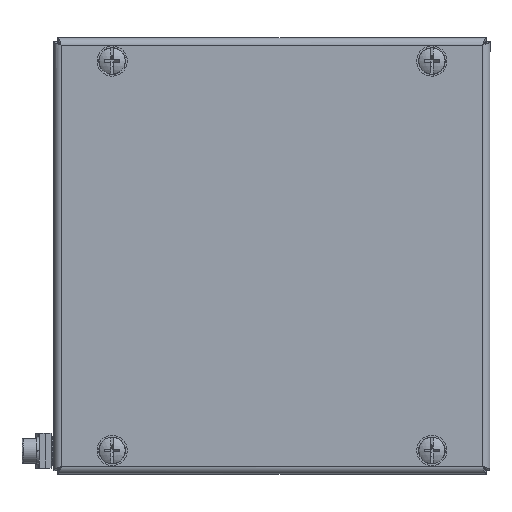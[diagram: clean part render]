
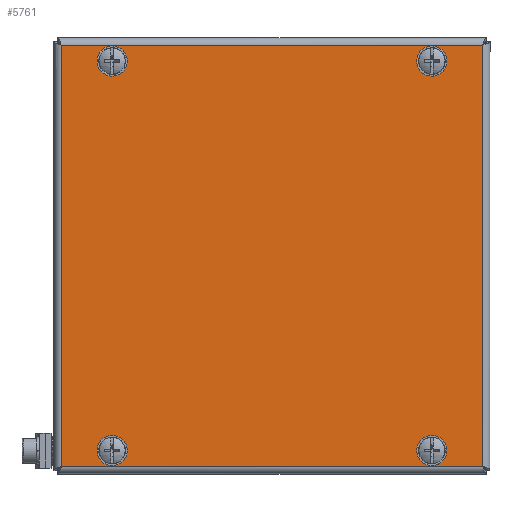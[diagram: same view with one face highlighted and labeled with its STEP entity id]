
A CAD part, top view. The second image highlights one B-rep face of the part: STEP entity #5761.
In plain terms, the highlighted face is planar.
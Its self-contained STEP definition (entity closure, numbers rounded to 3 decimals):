
#600 = CIRCLE ( 'NONE', #8817, 4. ) ;
#874 = VECTOR ( 'NONE', #9490, 1000. ) ;
#1166 = CIRCLE ( 'NONE', #17125, 4. ) ;
#1586 = VECTOR ( 'NONE', #5815, 1000. ) ;
#2028 = ORIENTED_EDGE ( 'NONE', *, *, #5350, .F. ) ;
#2066 = ORIENTED_EDGE ( 'NONE', *, *, #2796, .F. ) ;
#2088 = ORIENTED_EDGE ( 'NONE', *, *, #5485, .F. ) ;
#2203 = ORIENTED_EDGE ( 'NONE', *, *, #9991, .F. ) ;
#2224 = ORIENTED_EDGE ( 'NONE', *, *, #18152, .T. ) ;
#2258 = ORIENTED_EDGE ( 'NONE', *, *, #13001, .T. ) ;
#2286 = ORIENTED_EDGE ( 'NONE', *, *, #7879, .T. ) ;
#2291 = ORIENTED_EDGE ( 'NONE', *, *, #11835, .T. ) ;
#2796 = EDGE_CURVE ( 'NONE', #18137, #18137, #11490, .T. ) ;
#3115 = LINE ( 'NONE', #9958, #874 ) ;
#3794 = CIRCLE ( 'NONE', #8577, 4. ) ;
#4367 = EDGE_LOOP ( 'NONE', ( #2028 ) ) ;
#5350 = EDGE_CURVE ( 'NONE', #13246, #13246, #600, .T. ) ;
#5485 = EDGE_CURVE ( 'NONE', #5728, #5728, #3794, .T. ) ;
#5628 = CARTESIAN_POINT ( 'NONE',  ( -73.743, 72.5, 0. ) ) ;
#5728 = VERTEX_POINT ( 'NONE', #15947 ) ;
#5761 = ADVANCED_FACE ( 'NONE', ( #17746, #17766, #17783, #17601, #17596 ), #17789, .F. ) ;
#5815 = DIRECTION ( 'NONE',  ( 1., 0., 0. ) ) ;
#6077 = VECTOR ( 'NONE', #18118, 1000. ) ;
#6149 = CARTESIAN_POINT ( 'NONE',  ( -55., -67., 0. ) ) ;
#6871 = VECTOR ( 'NONE', #14187, 1000. ) ;
#7879 = EDGE_CURVE ( 'NONE', #10086, #14871, #15634, .T. ) ;
#7907 = EDGE_LOOP ( 'NONE', ( #2224, #2258, #2286, #2291 ) ) ;
#7976 = CARTESIAN_POINT ( 'NONE',  ( -72.5, -73.743, 0. ) ) ;
#8131 = EDGE_LOOP ( 'NONE', ( #2203 ) ) ;
#8132 = AXIS2_PLACEMENT_3D ( 'NONE', #17985, #17744, #17706 ) ;
#8361 = EDGE_LOOP ( 'NONE', ( #2088 ) ) ;
#8508 = CARTESIAN_POINT ( 'NONE',  ( -72.5, -72.5, 0. ) ) ;
#8577 = AXIS2_PLACEMENT_3D ( 'NONE', #9869, #9809, #9600 ) ;
#8817 = AXIS2_PLACEMENT_3D ( 'NONE', #18005, #17725, #17599 ) ;
#9490 = DIRECTION ( 'NONE',  ( 0., -1., 0. ) ) ;
#9600 = DIRECTION ( 'NONE',  ( 1., 0., 0. ) ) ;
#9809 = DIRECTION ( 'NONE',  ( 0., 0., -1. ) ) ;
#9869 = CARTESIAN_POINT ( 'NONE',  ( -55., 67., 0. ) ) ;
#9922 = CARTESIAN_POINT ( 'NONE',  ( -72.5, 72.5, 0. ) ) ;
#9958 = CARTESIAN_POINT ( 'NONE',  ( 72.5, 73.743, 0. ) ) ;
#9991 = EDGE_CURVE ( 'NONE', #10096, #10096, #1166, .T. ) ;
#10086 = VERTEX_POINT ( 'NONE', #9922 ) ;
#10096 = VERTEX_POINT ( 'NONE', #11687 ) ;
#10496 = DIRECTION ( 'NONE',  ( -1., 0., 0. ) ) ;
#10502 = EDGE_LOOP ( 'NONE', ( #2066 ) ) ;
#10513 = DIRECTION ( 'NONE',  ( 0., 0., -1. ) ) ;
#10533 = CARTESIAN_POINT ( 'NONE',  ( 55., 67., 0. ) ) ;
#11490 = CIRCLE ( 'NONE', #12957, 4. ) ;
#11687 = CARTESIAN_POINT ( 'NONE',  ( 51., 67., 0. ) ) ;
#11810 = VERTEX_POINT ( 'NONE', #8508 ) ;
#11835 = EDGE_CURVE ( 'NONE', #14871, #12410, #3115, .T. ) ;
#12410 = VERTEX_POINT ( 'NONE', #13919 ) ;
#12957 = AXIS2_PLACEMENT_3D ( 'NONE', #6149, #18442, #18365 ) ;
#13001 = EDGE_CURVE ( 'NONE', #11810, #10086, #14529, .T. ) ;
#13246 = VERTEX_POINT ( 'NONE', #14427 ) ;
#13919 = CARTESIAN_POINT ( 'NONE',  ( 72.5, -72.5, 0. ) ) ;
#14187 = DIRECTION ( 'NONE',  ( -1., 0., 0. ) ) ;
#14427 = CARTESIAN_POINT ( 'NONE',  ( 59., -67., 0. ) ) ;
#14529 = LINE ( 'NONE', #7976, #6077 ) ;
#14871 = VERTEX_POINT ( 'NONE', #18061 ) ;
#15634 = LINE ( 'NONE', #5628, #1586 ) ;
#15706 = CARTESIAN_POINT ( 'NONE',  ( 73.743, -72.5, 0. ) ) ;
#15883 = CARTESIAN_POINT ( 'NONE',  ( -59., -67., 0. ) ) ;
#15947 = CARTESIAN_POINT ( 'NONE',  ( -51., 67., 0. ) ) ;
#17125 = AXIS2_PLACEMENT_3D ( 'NONE', #10533, #10513, #10496 ) ;
#17596 = FACE_OUTER_BOUND ( 'NONE', #7907, .T. ) ;
#17599 = DIRECTION ( 'NONE',  ( 1., 0., 0. ) ) ;
#17601 = FACE_BOUND ( 'NONE', #8131, .T. ) ;
#17706 = DIRECTION ( 'NONE',  ( 1., 0., 0. ) ) ;
#17725 = DIRECTION ( 'NONE',  ( 0., 0., -1. ) ) ;
#17744 = DIRECTION ( 'NONE',  ( 0., 0., 1. ) ) ;
#17746 = FACE_BOUND ( 'NONE', #4367, .T. ) ;
#17766 = FACE_BOUND ( 'NONE', #10502, .T. ) ;
#17783 = FACE_BOUND ( 'NONE', #8361, .T. ) ;
#17789 = PLANE ( 'NONE',  #8132 ) ;
#17985 = CARTESIAN_POINT ( 'NONE',  ( -75., 75., 0. ) ) ;
#18005 = CARTESIAN_POINT ( 'NONE',  ( 55., -67., 0. ) ) ;
#18061 = CARTESIAN_POINT ( 'NONE',  ( 72.5, 72.5, 0. ) ) ;
#18118 = DIRECTION ( 'NONE',  ( 0., 1., 0. ) ) ;
#18137 = VERTEX_POINT ( 'NONE', #15883 ) ;
#18152 = EDGE_CURVE ( 'NONE', #12410, #11810, #18392, .T. ) ;
#18365 = DIRECTION ( 'NONE',  ( -1., 0., 0. ) ) ;
#18392 = LINE ( 'NONE', #15706, #6871 ) ;
#18442 = DIRECTION ( 'NONE',  ( 0., 0., -1. ) ) ;
